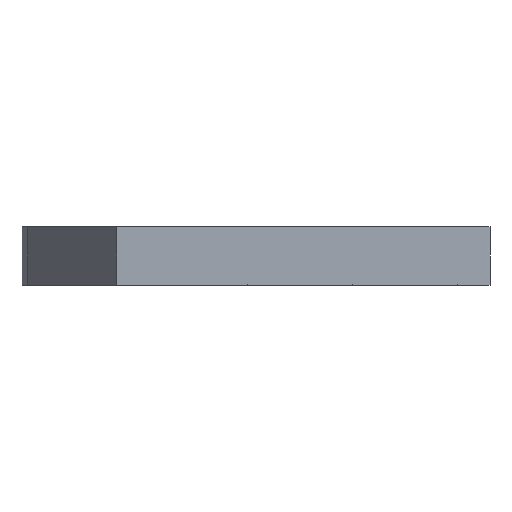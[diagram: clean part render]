
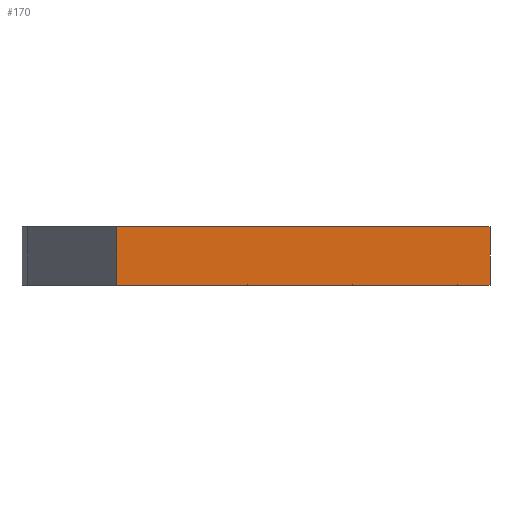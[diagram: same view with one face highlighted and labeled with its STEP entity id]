
A CAD part, left-side view. The second image highlights one B-rep face of the part: STEP entity #170.
In plain terms, the highlighted planar face has unit normal (-1, 0, 0).
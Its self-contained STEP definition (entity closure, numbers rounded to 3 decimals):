
#62 = ORIENTED_EDGE ( 'NONE', *, *, #903, .F. ) ;
#65 = CARTESIAN_POINT ( 'NONE',  ( -224.169, 127.723, 12.7 ) ) ;
#146 = EDGE_LOOP ( 'NONE', ( #1171, #559, #62, #742 ) ) ;
#170 = ADVANCED_FACE ( 'NONE', ( #1279 ), #187, .F. ) ;
#185 = VERTEX_POINT ( 'NONE', #1449 ) ;
#187 = PLANE ( 'NONE',  #1064 ) ;
#231 = LINE ( 'NONE', #1094, #863 ) ;
#244 = LINE ( 'NONE', #1454, #817 ) ;
#303 = CARTESIAN_POINT ( 'NONE',  ( -224.169, 127.723, 12.7 ) ) ;
#308 = VERTEX_POINT ( 'NONE', #394 ) ;
#360 = CARTESIAN_POINT ( 'NONE',  ( -224.169, 127.723, 12.7 ) ) ;
#394 = CARTESIAN_POINT ( 'NONE',  ( -224.169, 127.723, 0. ) ) ;
#460 = CARTESIAN_POINT ( 'NONE',  ( -224.169, 127.723, 0. ) ) ;
#547 = VECTOR ( 'NONE', #712, 1000. ) ;
#559 = ORIENTED_EDGE ( 'NONE', *, *, #1209, .F. ) ;
#585 = LINE ( 'NONE', #460, #547 ) ;
#712 = DIRECTION ( 'NONE',  ( 0., -1., 0. ) ) ;
#742 = ORIENTED_EDGE ( 'NONE', *, *, #1387, .T. ) ;
#817 = VECTOR ( 'NONE', #1478, 1000. ) ;
#857 = VERTEX_POINT ( 'NONE', #868 ) ;
#863 = VECTOR ( 'NONE', #1181, 1000. ) ;
#868 = CARTESIAN_POINT ( 'NONE',  ( -224.169, 46.305, 12.7 ) ) ;
#903 = EDGE_CURVE ( 'NONE', #1536, #857, #1160, .T. ) ;
#904 = VECTOR ( 'NONE', #1462, 1000. ) ;
#1064 = AXIS2_PLACEMENT_3D ( 'NONE', #65, #1469, #1430 ) ;
#1094 = CARTESIAN_POINT ( 'NONE',  ( -224.169, 127.723, 12.7 ) ) ;
#1160 = LINE ( 'NONE', #360, #904 ) ;
#1171 = ORIENTED_EDGE ( 'NONE', *, *, #1368, .T. ) ;
#1181 = DIRECTION ( 'NONE',  ( 0., 0., -1. ) ) ;
#1209 = EDGE_CURVE ( 'NONE', #857, #185, #244, .T. ) ;
#1279 = FACE_OUTER_BOUND ( 'NONE', #146, .T. ) ;
#1368 = EDGE_CURVE ( 'NONE', #308, #185, #585, .T. ) ;
#1387 = EDGE_CURVE ( 'NONE', #1536, #308, #231, .T. ) ;
#1430 = DIRECTION ( 'NONE',  ( 0., 0., -1. ) ) ;
#1449 = CARTESIAN_POINT ( 'NONE',  ( -224.169, 46.305, 0. ) ) ;
#1454 = CARTESIAN_POINT ( 'NONE',  ( -224.169, 46.305, 12.7 ) ) ;
#1462 = DIRECTION ( 'NONE',  ( 0., -1., 0. ) ) ;
#1469 = DIRECTION ( 'NONE',  ( 1., 0., 0. ) ) ;
#1478 = DIRECTION ( 'NONE',  ( 0., 0., -1. ) ) ;
#1536 = VERTEX_POINT ( 'NONE', #303 ) ;
